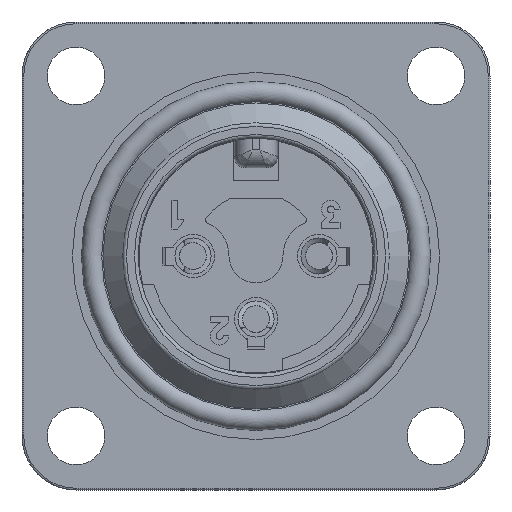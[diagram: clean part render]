
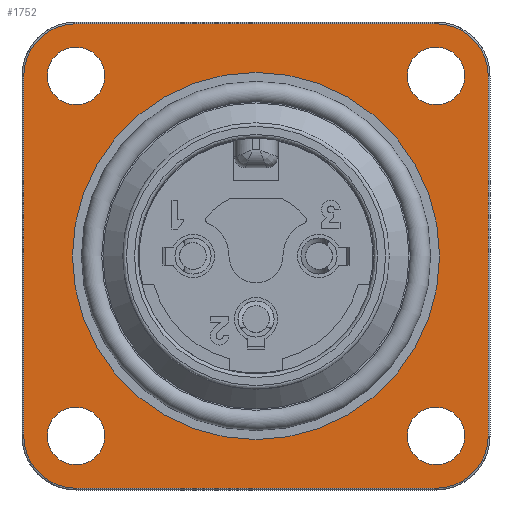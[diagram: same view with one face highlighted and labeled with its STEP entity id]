
A CAD part, left-side view. The second image highlights one B-rep face of the part: STEP entity #1752.
In plain terms, the highlighted planar face has unit normal (-1, 0, 0).
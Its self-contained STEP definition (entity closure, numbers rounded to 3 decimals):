
#1186=LINE('',#5756,#1460);
#1191=LINE('',#5784,#1465);
#1200=LINE('',#5805,#1474);
#1201=LINE('',#5809,#1475);
#1460=VECTOR('',#4816,1.);
#1465=VECTOR('',#4837,1.);
#1474=VECTOR('',#4860,1.);
#1475=VECTOR('',#4865,1.);
#1752=ADVANCED_FACE('',(#2072,#2073,#2074,#2075,#2076,#2077),#1931,.T.);
#1931=PLANE('',#4436);
#2072=FACE_BOUND('',#2221,.T.);
#2073=FACE_BOUND('',#2222,.T.);
#2074=FACE_BOUND('',#2223,.T.);
#2075=FACE_BOUND('',#2224,.T.);
#2076=FACE_BOUND('',#2225,.T.);
#2077=FACE_BOUND('',#2226,.T.);
#2221=EDGE_LOOP('',(#2564));
#2222=EDGE_LOOP('',(#2565));
#2223=EDGE_LOOP('',(#2566));
#2224=EDGE_LOOP('',(#2567));
#2225=EDGE_LOOP('',(#2568));
#2226=EDGE_LOOP('',(#2569,#2570,#2571,#2572,#2573,#2574,#2575,#2576));
#2564=ORIENTED_EDGE('',*,*,#3767,.T.);
#2565=ORIENTED_EDGE('',*,*,#3770,.T.);
#2566=ORIENTED_EDGE('',*,*,#3773,.T.);
#2567=ORIENTED_EDGE('',*,*,#3776,.T.);
#2568=ORIENTED_EDGE('',*,*,#3779,.T.);
#2569=ORIENTED_EDGE('',*,*,#3819,.T.);
#2570=ORIENTED_EDGE('',*,*,#3796,.T.);
#2571=ORIENTED_EDGE('',*,*,#3798,.T.);
#2572=ORIENTED_EDGE('',*,*,#3807,.T.);
#2573=ORIENTED_EDGE('',*,*,#3808,.T.);
#2574=ORIENTED_EDGE('',*,*,#3789,.T.);
#2575=ORIENTED_EDGE('',*,*,#3821,.T.);
#2576=ORIENTED_EDGE('',*,*,#3822,.T.);
#3429=VERTEX_POINT('',#5662);
#3432=VERTEX_POINT('',#5670);
#3435=VERTEX_POINT('',#5678);
#3438=VERTEX_POINT('',#5686);
#3441=VERTEX_POINT('',#5694);
#3451=VERTEX_POINT('',#5720);
#3452=VERTEX_POINT('',#5722);
#3457=VERTEX_POINT('',#5743);
#3458=VERTEX_POINT('',#5745);
#3459=VERTEX_POINT('',#5757);
#3464=VERTEX_POINT('',#5773);
#3470=VERTEX_POINT('',#5806);
#3471=VERTEX_POINT('',#5810);
#3767=EDGE_CURVE('',#3429,#3429,#4235,.T.);
#3770=EDGE_CURVE('',#3432,#3432,#4238,.T.);
#3773=EDGE_CURVE('',#3435,#3435,#4241,.T.);
#3776=EDGE_CURVE('',#3438,#3438,#4244,.T.);
#3779=EDGE_CURVE('',#3441,#3441,#4247,.T.);
#3789=EDGE_CURVE('',#3452,#3451,#4257,.T.);
#3796=EDGE_CURVE('',#3458,#3457,#4262,.T.);
#3798=EDGE_CURVE('',#3457,#3459,#1186,.T.);
#3807=EDGE_CURVE('',#3459,#3464,#4268,.T.);
#3808=EDGE_CURVE('',#3464,#3452,#1191,.T.);
#3819=EDGE_CURVE('',#3470,#3458,#1200,.T.);
#3821=EDGE_CURVE('',#3451,#3471,#1201,.T.);
#3822=EDGE_CURVE('',#3471,#3470,#4272,.T.);
#4235=CIRCLE('',#4373,1.6);
#4238=CIRCLE('',#4378,1.6);
#4241=CIRCLE('',#4383,1.6);
#4244=CIRCLE('',#4388,1.6);
#4247=CIRCLE('',#4393,10.2);
#4257=CIRCLE('',#4410,2.9);
#4262=CIRCLE('',#4416,2.9);
#4268=CIRCLE('',#4425,2.9);
#4272=CIRCLE('',#4435,2.9);
#4373=AXIS2_PLACEMENT_3D('',#5661,#4724,#4725);
#4378=AXIS2_PLACEMENT_3D('',#5669,#4734,#4735);
#4383=AXIS2_PLACEMENT_3D('',#5677,#4744,#4745);
#4388=AXIS2_PLACEMENT_3D('',#5685,#4754,#4755);
#4393=AXIS2_PLACEMENT_3D('',#5693,#4764,#4765);
#4410=AXIS2_PLACEMENT_3D('',#5721,#4798,#4799);
#4416=AXIS2_PLACEMENT_3D('',#5744,#4812,#4813);
#4425=AXIS2_PLACEMENT_3D('',#5774,#4835,#4836);
#4435=AXIS2_PLACEMENT_3D('',#5811,#4866,#4867);
#4436=AXIS2_PLACEMENT_3D('',#5812,#4868,#4869);
#4724=DIRECTION('',(1.,0.,0.));
#4725=DIRECTION('',(0.,-0.998,-0.058));
#4734=DIRECTION('',(1.,0.,0.));
#4735=DIRECTION('',(0.,-0.998,-0.058));
#4744=DIRECTION('',(1.,0.,0.));
#4745=DIRECTION('',(0.,-0.998,-0.058));
#4754=DIRECTION('',(1.,0.,0.));
#4755=DIRECTION('',(0.,-0.998,-0.058));
#4764=DIRECTION('',(1.,0.,0.));
#4765=DIRECTION('',(0.,0.,1.));
#4798=DIRECTION('',(-1.,0.,0.));
#4799=DIRECTION('',(0.,0.,1.));
#4812=DIRECTION('',(-1.,0.,0.));
#4813=DIRECTION('',(0.,0.,-1.));
#4816=DIRECTION('',(0.,0.,1.));
#4835=DIRECTION('',(-1.,0.,0.));
#4836=DIRECTION('',(0.,-1.,0.));
#4837=DIRECTION('',(0.,1.,0.));
#4860=DIRECTION('',(0.,-1.,0.));
#4865=DIRECTION('',(0.,0.,-1.));
#4866=DIRECTION('',(-1.,0.,0.));
#4867=DIRECTION('',(0.,1.,0.));
#4868=DIRECTION('',(-1.,0.,0.));
#4869=DIRECTION('',(0.,0.,1.));
#5661=CARTESIAN_POINT('',(-2.,10.,-10.));
#5662=CARTESIAN_POINT('',(-2.,8.403,-10.092));
#5669=CARTESIAN_POINT('',(-2.,-10.,-10.));
#5670=CARTESIAN_POINT('',(-2.,-11.597,-10.092));
#5677=CARTESIAN_POINT('',(-2.,10.,10.));
#5678=CARTESIAN_POINT('',(-2.,8.403,9.908));
#5685=CARTESIAN_POINT('',(-2.,-10.,10.));
#5686=CARTESIAN_POINT('',(-2.,-11.597,9.908));
#5693=CARTESIAN_POINT('',(-2.,0.,0.));
#5694=CARTESIAN_POINT('',(-2.,0.,10.2));
#5720=CARTESIAN_POINT('',(-2.,12.9,10.));
#5721=CARTESIAN_POINT('',(-2.,10.,10.));
#5722=CARTESIAN_POINT('',(-2.,10.,12.9));
#5743=CARTESIAN_POINT('',(-2.,-12.9,-10.));
#5744=CARTESIAN_POINT('',(-2.,-10.,-10.));
#5745=CARTESIAN_POINT('',(-2.,-10.,-12.9));
#5756=CARTESIAN_POINT('',(-2.,-12.9,-10.));
#5757=CARTESIAN_POINT('',(-2.,-12.9,10.));
#5773=CARTESIAN_POINT('',(-2.,-10.,12.9));
#5774=CARTESIAN_POINT('',(-2.,-10.,10.));
#5784=CARTESIAN_POINT('',(-2.,-10.,12.9));
#5805=CARTESIAN_POINT('',(-2.,10.,-12.9));
#5806=CARTESIAN_POINT('',(-2.,10.,-12.9));
#5809=CARTESIAN_POINT('',(-2.,12.9,10.));
#5810=CARTESIAN_POINT('',(-2.,12.9,-10.));
#5811=CARTESIAN_POINT('',(-2.,10.,-10.));
#5812=CARTESIAN_POINT('',(-2.,-13.65,-13.65));
